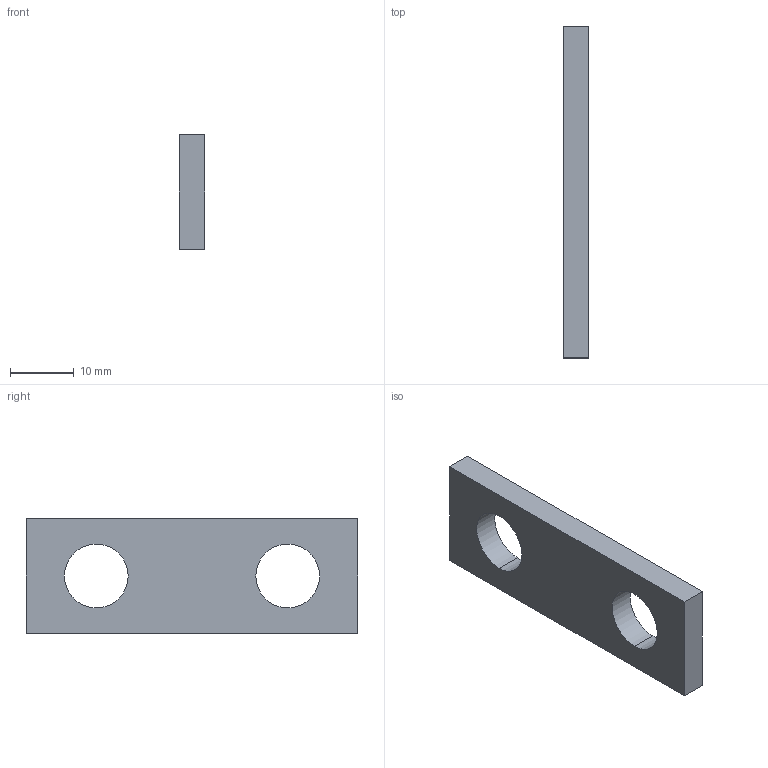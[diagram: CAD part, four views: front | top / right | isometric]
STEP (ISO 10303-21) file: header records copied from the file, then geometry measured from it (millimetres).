
FILE_DESCRIPTION (( 'STEP AP203' ), '1' );
FILE_NAME ('Ñîåäèíèòåëüíûå ïëàñòèíû ê ÂÀ-99Ñ (Compact NS) EKF PROxima 250À) (öåíòðàëüíÿÿ).STEP', '2016-11-02T19:26:02', ( '' ), ( '' ), 'SwSTEP 2.0', 'SolidWorks 2014', '' );
FILE_SCHEMA (( 'CONFIG_CONTROL_DESIGN' ));
Length unit declared in the file: millimetre
Products named in the file (1): Ñîåäèíèòåëüíûå ïëàñòèíû ê ÂÀ-99Ñ (Compact NS) EKF PROxima  250À) (öåíòðàëüíÿÿ)
Bounding box: 4 x 52 x 18 mm (x, y, z)
Volume: 3115.7 mm3; surface area: 2369.2 mm2
Topology: 1 solids, 1 shells, 10 faces, 24 edges, 16 vertices
Faces by surface type: plane 6, cylinder 4
Entity records: 381 total; most frequent: DIRECTION 54, CARTESIAN_POINT 51, ORIENTED_EDGE 48, EDGE_CURVE 24, AXIS2_PLACEMENT_3D 19, VECTOR 16, VERTEX_POINT 16, LINE 16
